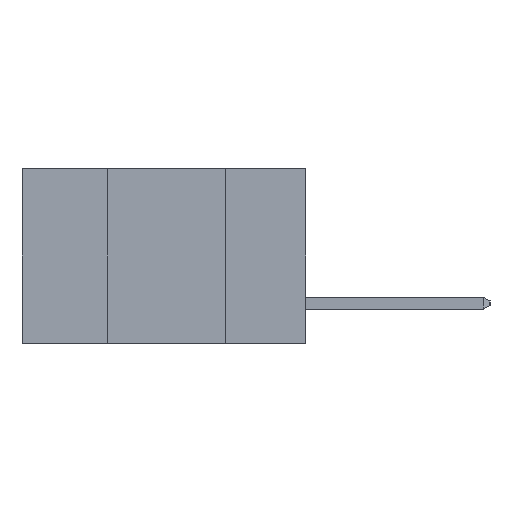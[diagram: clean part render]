
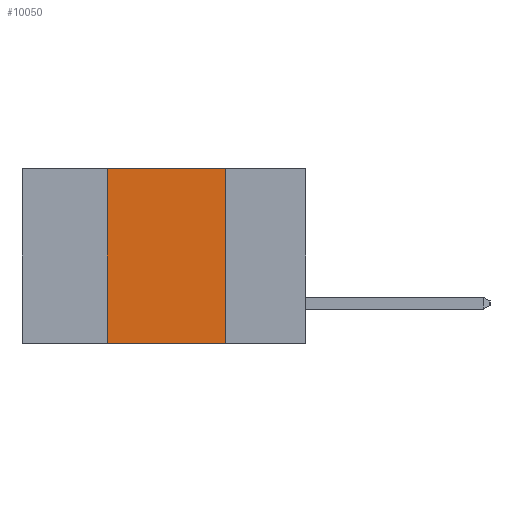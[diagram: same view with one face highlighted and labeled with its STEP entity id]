
A CAD part, left-side view. The second image highlights one B-rep face of the part: STEP entity #10050.
In plain terms, the highlighted planar face has unit normal (-1, 0, 0).
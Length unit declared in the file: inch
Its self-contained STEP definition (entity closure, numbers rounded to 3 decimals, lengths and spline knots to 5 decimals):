
#190 = FACE_OUTER_BOUND ( 'NONE', #16643, .T. ) ;
#571 = LINE ( 'NONE', #5636, #4482 ) ;
#703 = EDGE_CURVE ( 'NONE', #6676, #5086, #571, .T. ) ;
#1158 = AXIS2_PLACEMENT_3D ( 'NONE', #16210, #8190, #17539 ) ;
#2104 = LINE ( 'NONE', #15088, #9133 ) ;
#2676 = DIRECTION ( 'NONE',  ( 0., 0., -1. ) ) ;
#3614 = CARTESIAN_POINT ( 'NONE',  ( 0., 0.42, -0.37 ) ) ;
#3975 = PLANE ( 'NONE',  #1158 ) ;
#4001 = DIRECTION ( 'NONE',  ( 0., -1., 0. ) ) ;
#4193 = DIRECTION ( 'NONE',  ( 0., -1., 0. ) ) ;
#4482 = VECTOR ( 'NONE', #2676, 39.37008 ) ;
#4971 = VERTEX_POINT ( 'NONE', #14475 ) ;
#5086 = VERTEX_POINT ( 'NONE', #17374 ) ;
#5636 = CARTESIAN_POINT ( 'NONE',  ( 0., 0.17, -0.37 ) ) ;
#5714 = ORIENTED_EDGE ( 'NONE', *, *, #14136, .T. ) ;
#6336 = EDGE_CURVE ( 'NONE', #15885, #4971, #15729, .T. ) ;
#6676 = VERTEX_POINT ( 'NONE', #12593 ) ;
#6682 = LINE ( 'NONE', #17566, #16981 ) ;
#7854 = DIRECTION ( 'NONE',  ( 0., 0., 1. ) ) ;
#8032 = CARTESIAN_POINT ( 'NONE',  ( 0., 0.42, -0.37 ) ) ;
#8190 = DIRECTION ( 'NONE',  ( 1., 0., 0. ) ) ;
#9133 = VECTOR ( 'NONE', #4193, 39.37008 ) ;
#10050 = ADVANCED_FACE ( 'NONE', ( #190 ), #3975, .F. ) ;
#11394 = EDGE_CURVE ( 'NONE', #4971, #6676, #6682, .T. ) ;
#11649 = ORIENTED_EDGE ( 'NONE', *, *, #703, .F. ) ;
#12167 = VECTOR ( 'NONE', #7854, 39.37008 ) ;
#12593 = CARTESIAN_POINT ( 'NONE',  ( 0., 0.17, 0. ) ) ;
#14136 = EDGE_CURVE ( 'NONE', #15885, #5086, #2104, .T. ) ;
#14475 = CARTESIAN_POINT ( 'NONE',  ( 0., 0.42, 0. ) ) ;
#15088 = CARTESIAN_POINT ( 'NONE',  ( 0., 0.6, -0.37 ) ) ;
#15222 = ORIENTED_EDGE ( 'NONE', *, *, #11394, .F. ) ;
#15729 = LINE ( 'NONE', #3614, #12167 ) ;
#15885 = VERTEX_POINT ( 'NONE', #8032 ) ;
#16049 = ORIENTED_EDGE ( 'NONE', *, *, #6336, .F. ) ;
#16210 = CARTESIAN_POINT ( 'NONE',  ( 0., 0.6, 0. ) ) ;
#16643 = EDGE_LOOP ( 'NONE', ( #11649, #15222, #16049, #5714 ) ) ;
#16981 = VECTOR ( 'NONE', #4001, 39.37008 ) ;
#17374 = CARTESIAN_POINT ( 'NONE',  ( 0., 0.17, -0.37 ) ) ;
#17539 = DIRECTION ( 'NONE',  ( 0., 0., -1. ) ) ;
#17566 = CARTESIAN_POINT ( 'NONE',  ( 0., 0.6, 0. ) ) ;
